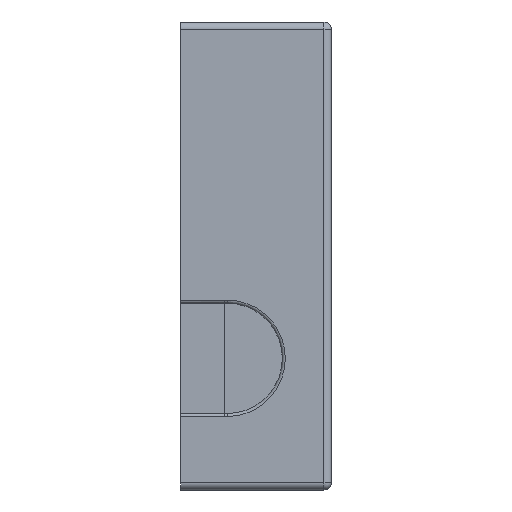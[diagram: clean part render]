
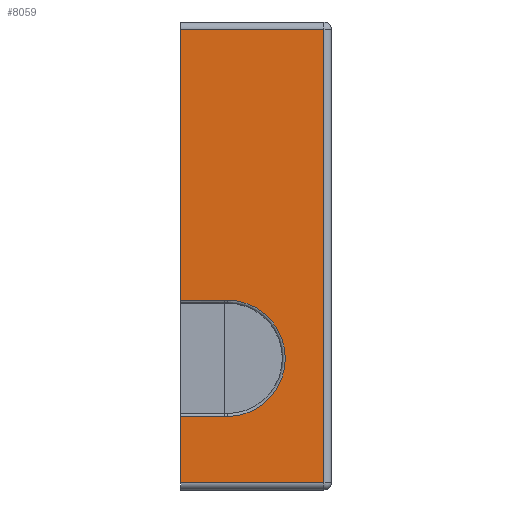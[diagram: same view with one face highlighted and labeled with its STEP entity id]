
A CAD part, left-side view. The second image highlights one B-rep face of the part: STEP entity #8059.
In plain terms, the highlighted planar face has unit normal (-1, 0, 0).
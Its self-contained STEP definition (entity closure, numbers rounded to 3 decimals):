
#874 = CARTESIAN_POINT ( 'NONE',  ( -38.28, -3.35, -16.627 ) ) ;
#1761 = VERTEX_POINT ( 'NONE', #874 ) ;
#2505 = CIRCLE ( 'NONE', #4983, 3.95 ) ;
#2626 = CARTESIAN_POINT ( 'NONE',  ( -38.28, -11.35, 10.15 ) ) ;
#3266 = EDGE_CURVE ( 'NONE', #16318, #15609, #12682, .T. ) ;
#3603 = DIRECTION ( 'NONE',  ( 0., 1., 0. ) ) ;
#3640 = EDGE_CURVE ( 'NONE', #16095, #16241, #2505, .T. ) ;
#3642 = LINE ( 'NONE', #12645, #8801 ) ;
#3700 = CARTESIAN_POINT ( 'NONE',  ( -38.28, -6.5, -12.68 ) ) ;
#3732 = EDGE_CURVE ( 'NONE', #16761, #1761, #11026, .T. ) ;
#3895 = DIRECTION ( 'NONE',  ( 0., -1., 0. ) ) ;
#3960 = CIRCLE ( 'NONE', #13653, 3.95 ) ;
#4514 = CARTESIAN_POINT ( 'NONE',  ( -38.28, -13.072, -21.12 ) ) ;
#4529 = VERTEX_POINT ( 'NONE', #4514 ) ;
#4765 = CARTESIAN_POINT ( 'NONE',  ( -38.28, -3.35, -21.62 ) ) ;
#4983 = AXIS2_PLACEMENT_3D ( 'NONE', #3700, #10756, #18264 ) ;
#5002 = DIRECTION ( 'NONE',  ( 1., 0., 0. ) ) ;
#5066 = CARTESIAN_POINT ( 'NONE',  ( -38.28, -3.35, -21.12 ) ) ;
#5266 = LINE ( 'NONE', #14188, #15971 ) ;
#5728 = DIRECTION ( 'NONE',  ( 0., 0., -1. ) ) ;
#6275 = EDGE_CURVE ( 'NONE', #15609, #16095, #3960, .T. ) ;
#6304 = CARTESIAN_POINT ( 'NONE',  ( -38.28, -6.5, -8.73 ) ) ;
#6622 = CARTESIAN_POINT ( 'NONE',  ( -38.28, -11.35, -8.733 ) ) ;
#6749 = EDGE_CURVE ( 'NONE', #12920, #19077, #8510, .T. ) ;
#6942 = EDGE_LOOP ( 'NONE', ( #16577, #18602, #8686, #14668, #7763, #17155, #16572, #10175, #8591, #9925 ) ) ;
#7179 = CARTESIAN_POINT ( 'NONE',  ( -38.28, -3.35, 10.15 ) ) ;
#7276 = AXIS2_PLACEMENT_3D ( 'NONE', #2626, #8585, #14651 ) ;
#7354 = CARTESIAN_POINT ( 'NONE',  ( -38.28, -6.35, -16.627 ) ) ;
#7419 = PLANE ( 'NONE',  #7276 ) ;
#7763 = ORIENTED_EDGE ( 'NONE', *, *, #17139, .F. ) ;
#7782 = DIRECTION ( 'NONE',  ( 0., 0., 1. ) ) ;
#7989 = DIRECTION ( 'NONE',  ( 0., -1., 0. ) ) ;
#8059 = ADVANCED_FACE ( 'NONE', ( #16029 ), #7419, .F. ) ;
#8510 = LINE ( 'NONE', #18544, #13690 ) ;
#8585 = DIRECTION ( 'NONE',  ( 1., 0., 0. ) ) ;
#8591 = ORIENTED_EDGE ( 'NONE', *, *, #12240, .F. ) ;
#8686 = ORIENTED_EDGE ( 'NONE', *, *, #11775, .T. ) ;
#8801 = VECTOR ( 'NONE', #17239, 1000. ) ;
#9320 = DIRECTION ( 'NONE',  ( 0., 0., -1. ) ) ;
#9925 = ORIENTED_EDGE ( 'NONE', *, *, #3266, .T. ) ;
#9935 = CARTESIAN_POINT ( 'NONE',  ( -38.28, -3.35, 9.65 ) ) ;
#10023 = DIRECTION ( 'NONE',  ( 1., 0., 0. ) ) ;
#10175 = ORIENTED_EDGE ( 'NONE', *, *, #6749, .T. ) ;
#10194 = LINE ( 'NONE', #7179, #11900 ) ;
#10756 = DIRECTION ( 'NONE',  ( 1., 0., 0. ) ) ;
#10968 = CARTESIAN_POINT ( 'NONE',  ( -38.28, -6.5, -16.63 ) ) ;
#11026 = LINE ( 'NONE', #17010, #16571 ) ;
#11220 = VECTOR ( 'NONE', #7989, 1000. ) ;
#11225 = DIRECTION ( 'NONE',  ( 0., 1., 0. ) ) ;
#11775 = EDGE_CURVE ( 'NONE', #16241, #16761, #13185, .T. ) ;
#11900 = VECTOR ( 'NONE', #13123, 1000. ) ;
#12240 = EDGE_CURVE ( 'NONE', #16318, #19077, #10194, .T. ) ;
#12429 = CARTESIAN_POINT ( 'NONE',  ( -38.28, -6.5, -12.68 ) ) ;
#12645 = CARTESIAN_POINT ( 'NONE',  ( -38.28, -13.072, 10.15 ) ) ;
#12682 = LINE ( 'NONE', #6622, #11220 ) ;
#12864 = AXIS2_PLACEMENT_3D ( 'NONE', #15711, #10023, #5728 ) ;
#12920 = VERTEX_POINT ( 'NONE', #14129 ) ;
#13123 = DIRECTION ( 'NONE',  ( 0., 0., 1. ) ) ;
#13133 = CARTESIAN_POINT ( 'NONE',  ( -38.28, -3.35, -8.733 ) ) ;
#13185 = CIRCLE ( 'NONE', #12864, 3.95 ) ;
#13653 = AXIS2_PLACEMENT_3D ( 'NONE', #12429, #5002, #9320 ) ;
#13690 = VECTOR ( 'NONE', #3603, 1000. ) ;
#13820 = CARTESIAN_POINT ( 'NONE',  ( -38.28, -6.346, -8.733 ) ) ;
#14129 = CARTESIAN_POINT ( 'NONE',  ( -38.28, -13.072, 9.65 ) ) ;
#14188 = CARTESIAN_POINT ( 'NONE',  ( -38.28, -11.35, -21.12 ) ) ;
#14623 = EDGE_CURVE ( 'NONE', #16881, #4529, #5266, .T. ) ;
#14651 = DIRECTION ( 'NONE',  ( 0., 0., -1. ) ) ;
#14668 = ORIENTED_EDGE ( 'NONE', *, *, #3732, .T. ) ;
#15326 = LINE ( 'NONE', #4765, #16937 ) ;
#15609 = VERTEX_POINT ( 'NONE', #13820 ) ;
#15711 = CARTESIAN_POINT ( 'NONE',  ( -38.28, -6.5, -12.68 ) ) ;
#15971 = VECTOR ( 'NONE', #3895, 1000. ) ;
#16029 = FACE_OUTER_BOUND ( 'NONE', #6942, .T. ) ;
#16095 = VERTEX_POINT ( 'NONE', #6304 ) ;
#16210 = EDGE_CURVE ( 'NONE', #4529, #12920, #3642, .T. ) ;
#16241 = VERTEX_POINT ( 'NONE', #10968 ) ;
#16318 = VERTEX_POINT ( 'NONE', #13133 ) ;
#16571 = VECTOR ( 'NONE', #11225, 1000. ) ;
#16572 = ORIENTED_EDGE ( 'NONE', *, *, #16210, .T. ) ;
#16577 = ORIENTED_EDGE ( 'NONE', *, *, #6275, .T. ) ;
#16761 = VERTEX_POINT ( 'NONE', #7354 ) ;
#16881 = VERTEX_POINT ( 'NONE', #5066 ) ;
#16937 = VECTOR ( 'NONE', #7782, 1000. ) ;
#17010 = CARTESIAN_POINT ( 'NONE',  ( -38.28, -11.35, -16.627 ) ) ;
#17139 = EDGE_CURVE ( 'NONE', #16881, #1761, #15326, .T. ) ;
#17155 = ORIENTED_EDGE ( 'NONE', *, *, #14623, .T. ) ;
#17239 = DIRECTION ( 'NONE',  ( 0., 0., 1. ) ) ;
#18264 = DIRECTION ( 'NONE',  ( 0., 0., -1. ) ) ;
#18544 = CARTESIAN_POINT ( 'NONE',  ( -38.28, -11.35, 9.65 ) ) ;
#18602 = ORIENTED_EDGE ( 'NONE', *, *, #3640, .T. ) ;
#19077 = VERTEX_POINT ( 'NONE', #9935 ) ;
